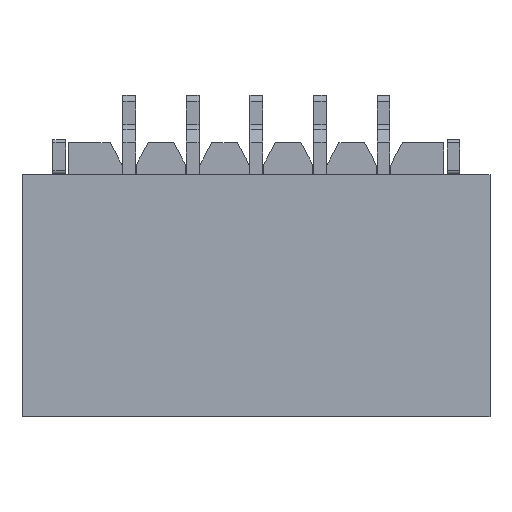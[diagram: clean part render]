
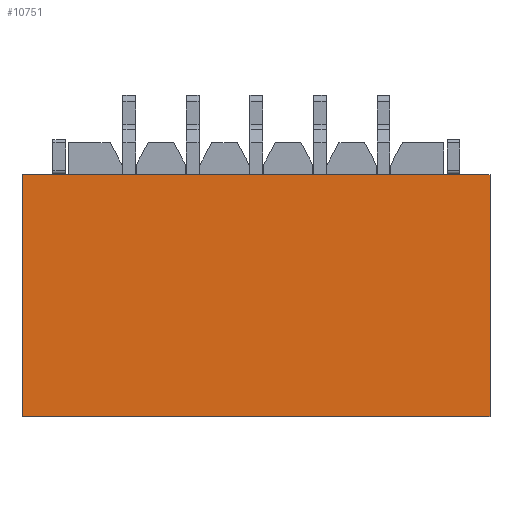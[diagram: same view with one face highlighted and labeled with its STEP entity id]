
A CAD part, top view. The second image highlights one B-rep face of the part: STEP entity #10751.
In plain terms, the highlighted planar face has unit normal (0, 0, 1).
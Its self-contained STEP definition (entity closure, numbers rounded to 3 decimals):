
#833=FACE_OUTER_BOUND('',#1395,.T.);
#1395=EDGE_LOOP('',(#8133,#8134,#8135,#8136));
#2247=LINE('',#15764,#3409);
#2345=LINE('',#16254,#3507);
#2367=LINE('',#16301,#3529);
#2368=LINE('',#16302,#3530);
#3409=VECTOR('',#13144,1.);
#3507=VECTOR('',#13308,1.);
#3529=VECTOR('',#13338,1.);
#3530=VECTOR('',#13339,1.);
#4494=VERTEX_POINT('',#15761);
#4495=VERTEX_POINT('',#15763);
#4670=VERTEX_POINT('',#16252);
#4691=VERTEX_POINT('',#16300);
#5729=EDGE_CURVE('',#4494,#4495,#2247,.T.);
#5905=EDGE_CURVE('',#4494,#4670,#2345,.T.);
#5927=EDGE_CURVE('',#4670,#4691,#2367,.T.);
#5928=EDGE_CURVE('',#4495,#4691,#2368,.T.);
#8133=ORIENTED_EDGE('',*,*,#5927,.T.);
#8134=ORIENTED_EDGE('',*,*,#5928,.F.);
#8135=ORIENTED_EDGE('',*,*,#5729,.F.);
#8136=ORIENTED_EDGE('',*,*,#5905,.T.);
#9743=PLANE('',#11537);
#10751=ADVANCED_FACE('',(#833),#9743,.F.);
#11537=AXIS2_PLACEMENT_3D('',#16299,#13336,#13337);
#13144=DIRECTION('',(0.,1.,0.));
#13308=DIRECTION('',(1.,0.,0.));
#13336=DIRECTION('center_axis',(0.,0.,
-1.));
#13337=DIRECTION('ref_axis',(0.,1.,0.));
#13338=DIRECTION('',(0.,1.,0.));
#13339=DIRECTION('',(1.,0.,0.));
#15761=CARTESIAN_POINT('',(-3.67,-2.808,3.2));
#15763=CARTESIAN_POINT('',(-3.67,0.992,3.2));
#15764=CARTESIAN_POINT('',(-3.67,-0.658,3.2));
#16252=CARTESIAN_POINT('',(3.68,-2.808,3.2));
#16254=CARTESIAN_POINT('',(-3.67,-2.808,3.2));
#16299=CARTESIAN_POINT('Origin',(-3.67,-0.658,3.2));
#16300=CARTESIAN_POINT('',(3.68,0.992,3.2));
#16301=CARTESIAN_POINT('',(3.68,-0.658,3.2));
#16302=CARTESIAN_POINT('',(-3.67,0.992,3.2));
